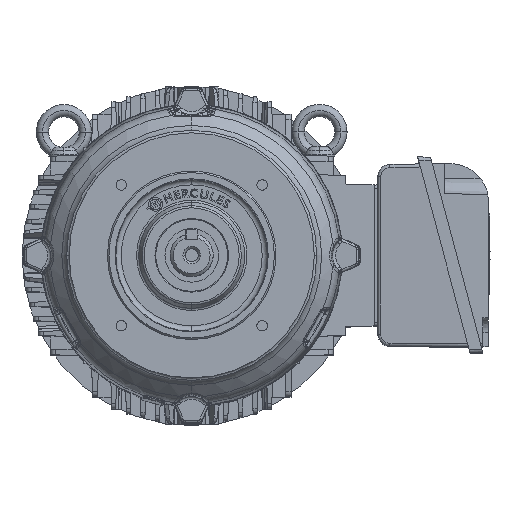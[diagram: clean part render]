
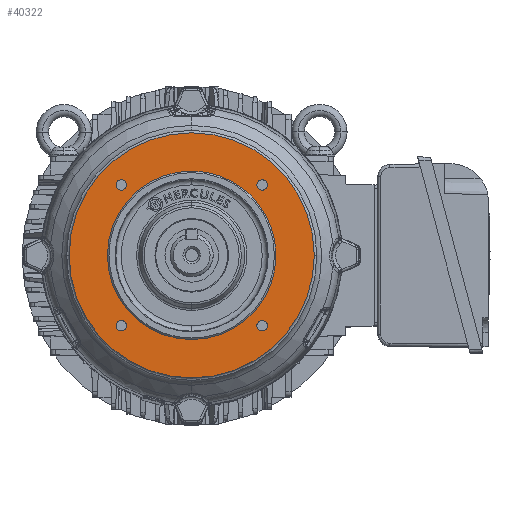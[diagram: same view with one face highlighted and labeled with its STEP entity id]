
A CAD part, top view. The second image highlights one B-rep face of the part: STEP entity #40322.
In plain terms, the highlighted planar face has unit normal (0, 0, 1).
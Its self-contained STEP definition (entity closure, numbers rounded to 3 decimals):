
#244 = CARTESIAN_POINT ( 'NONE',  ( -45.962, 45.962, 76. ) ) ;
#579 = EDGE_CURVE ( 'NONE', #49062, #1517, #4179, .T. ) ;
#765 = EDGE_CURVE ( 'NONE', #10797, #36561, #18340, .T. ) ;
#900 = DIRECTION ( 'NONE',  ( 0., 0., 1. ) ) ;
#910 = DIRECTION ( 'NONE',  ( 0., 0., 1. ) ) ;
#1517 = VERTEX_POINT ( 'NONE', #46466 ) ;
#2032 = CIRCLE ( 'NONE', #65200, 80. ) ;
#2091 = AXIS2_PLACEMENT_3D ( 'NONE', #4046, #66433, #45977 ) ;
#3351 = CARTESIAN_POINT ( 'NONE',  ( 0., 0., 76. ) ) ;
#4046 = CARTESIAN_POINT ( 'NONE',  ( -45.962, -45.962, 76. ) ) ;
#4179 = CIRCLE ( 'NONE', #64021, 3.4 ) ;
#5006 = EDGE_LOOP ( 'NONE', ( #17104, #36205 ) ) ;
#5358 = CIRCLE ( 'NONE', #60888, 3.4 ) ;
#5453 = EDGE_LOOP ( 'NONE', ( #62581, #26845 ) ) ;
#5836 = EDGE_CURVE ( 'NONE', #9231, #37102, #42642, .T. ) ;
#6005 = DIRECTION ( 'NONE',  ( 1., 0., 0. ) ) ;
#6488 = CIRCLE ( 'NONE', #40272, 3.4 ) ;
#6728 = AXIS2_PLACEMENT_3D ( 'NONE', #26691, #6896, #64496 ) ;
#6896 = DIRECTION ( 'NONE',  ( 0., 0., -1. ) ) ;
#7192 = CARTESIAN_POINT ( 'NONE',  ( -80., 0., 76. ) ) ;
#7977 = CARTESIAN_POINT ( 'NONE',  ( -42.562, -45.962, 76. ) ) ;
#9231 = VERTEX_POINT ( 'NONE', #66561 ) ;
#9456 = EDGE_CURVE ( 'NONE', #15383, #32233, #65745, .T. ) ;
#10628 = CARTESIAN_POINT ( 'NONE',  ( -49.362, -45.962, 76. ) ) ;
#10692 = AXIS2_PLACEMENT_3D ( 'NONE', #33294, #36798, #22718 ) ;
#10797 = VERTEX_POINT ( 'NONE', #51401 ) ;
#11435 = VERTEX_POINT ( 'NONE', #7977 ) ;
#11480 = CARTESIAN_POINT ( 'NONE',  ( -45.962, -45.962, 76. ) ) ;
#11677 = FACE_BOUND ( 'NONE', #5006, .T. ) ;
#12016 = FACE_BOUND ( 'NONE', #5453, .T. ) ;
#12070 = ORIENTED_EDGE ( 'NONE', *, *, #55435, .F. ) ;
#13137 = CARTESIAN_POINT ( 'NONE',  ( 0., 0., 76. ) ) ;
#14325 = AXIS2_PLACEMENT_3D ( 'NONE', #3351, #24165, #26516 ) ;
#14344 = EDGE_LOOP ( 'NONE', ( #65836, #18255 ) ) ;
#15092 = DIRECTION ( 'NONE',  ( 0., 0., 1. ) ) ;
#15329 = AXIS2_PLACEMENT_3D ( 'NONE', #13137, #29164, #44176 ) ;
#15383 = VERTEX_POINT ( 'NONE', #20485 ) ;
#15527 = CARTESIAN_POINT ( 'NONE',  ( 0., 0., 76. ) ) ;
#16933 = DIRECTION ( 'NONE',  ( 1., 0., 0. ) ) ;
#17104 = ORIENTED_EDGE ( 'NONE', *, *, #56715, .F. ) ;
#17318 = EDGE_CURVE ( 'NONE', #37102, #9231, #2032, .T. ) ;
#17804 = PLANE ( 'NONE',  #6728 ) ;
#18069 = EDGE_CURVE ( 'NONE', #11435, #36710, #65243, .T. ) ;
#18255 = ORIENTED_EDGE ( 'NONE', *, *, #17318, .T. ) ;
#18340 = CIRCLE ( 'NONE', #10692, 3.4 ) ;
#18769 = DIRECTION ( 'NONE',  ( 1., 0., 0. ) ) ;
#18775 = DIRECTION ( 'NONE',  ( 0., 0., 1. ) ) ;
#18985 = EDGE_LOOP ( 'NONE', ( #35057, #50377 ) ) ;
#20485 = CARTESIAN_POINT ( 'NONE',  ( -55., 0., 76. ) ) ;
#21032 = DIRECTION ( 'NONE',  ( 0., 0., 1. ) ) ;
#21114 = AXIS2_PLACEMENT_3D ( 'NONE', #59685, #18775, #60015 ) ;
#21777 = VERTEX_POINT ( 'NONE', #45930 ) ;
#22718 = DIRECTION ( 'NONE',  ( 1., 0., 0. ) ) ;
#23025 = CIRCLE ( 'NONE', #60050, 3.4 ) ;
#24165 = DIRECTION ( 'NONE',  ( 0., 0., 1. ) ) ;
#24994 = AXIS2_PLACEMENT_3D ( 'NONE', #244, #21032, #38076 ) ;
#25773 = DIRECTION ( 'NONE',  ( 0., 0., 1. ) ) ;
#25805 = EDGE_LOOP ( 'NONE', ( #44680, #27273 ) ) ;
#26516 = DIRECTION ( 'NONE',  ( 1., 0., 0. ) ) ;
#26691 = CARTESIAN_POINT ( 'NONE',  ( 0., 0., 76. ) ) ;
#26845 = ORIENTED_EDGE ( 'NONE', *, *, #52527, .F. ) ;
#27273 = ORIENTED_EDGE ( 'NONE', *, *, #579, .F. ) ;
#27364 = FACE_BOUND ( 'NONE', #60380, .T. ) ;
#29007 = DIRECTION ( 'NONE',  ( 0., 0., 1. ) ) ;
#29164 = DIRECTION ( 'NONE',  ( 0., 0., 1. ) ) ;
#31498 = ORIENTED_EDGE ( 'NONE', *, *, #18069, .F. ) ;
#31518 = CIRCLE ( 'NONE', #67413, 3.4 ) ;
#32233 = VERTEX_POINT ( 'NONE', #38256 ) ;
#32820 = FACE_BOUND ( 'NONE', #18985, .T. ) ;
#33294 = CARTESIAN_POINT ( 'NONE',  ( 45.962, -45.962, 76. ) ) ;
#35057 = ORIENTED_EDGE ( 'NONE', *, *, #37065, .F. ) ;
#35900 = DIRECTION ( 'NONE',  ( 1., 0., 0. ) ) ;
#36205 = ORIENTED_EDGE ( 'NONE', *, *, #9456, .F. ) ;
#36561 = VERTEX_POINT ( 'NONE', #65202 ) ;
#36710 = VERTEX_POINT ( 'NONE', #10628 ) ;
#36798 = DIRECTION ( 'NONE',  ( 0., 0., 1. ) ) ;
#37000 = DIRECTION ( 'NONE',  ( 1., 0., 0. ) ) ;
#37065 = EDGE_CURVE ( 'NONE', #36561, #10797, #31518, .T. ) ;
#37102 = VERTEX_POINT ( 'NONE', #7192 ) ;
#37657 = CARTESIAN_POINT ( 'NONE',  ( -49.362, 45.962, 76. ) ) ;
#38076 = DIRECTION ( 'NONE',  ( 1., 0., 0. ) ) ;
#38256 = CARTESIAN_POINT ( 'NONE',  ( 55., 0., 76. ) ) ;
#38567 = CARTESIAN_POINT ( 'NONE',  ( -45.962, 45.962, 76. ) ) ;
#39287 = CIRCLE ( 'NONE', #15329, 55. ) ;
#40272 = AXIS2_PLACEMENT_3D ( 'NONE', #42154, #900, #6005 ) ;
#40322 = ADVANCED_FACE ( 'NONE', ( #11677, #32820, #27364, #48165, #12016, #53605 ), #17804, .F. ) ;
#42154 = CARTESIAN_POINT ( 'NONE',  ( 45.962, 45.962, 76. ) ) ;
#42642 = CIRCLE ( 'NONE', #14325, 80. ) ;
#44176 = DIRECTION ( 'NONE',  ( 1., 0., 0. ) ) ;
#44350 = DIRECTION ( 'NONE',  ( 0., 0., 1. ) ) ;
#44555 = CIRCLE ( 'NONE', #24994, 3.4 ) ;
#44680 = ORIENTED_EDGE ( 'NONE', *, *, #52922, .F. ) ;
#45930 = CARTESIAN_POINT ( 'NONE',  ( 49.362, 45.962, 76. ) ) ;
#45977 = DIRECTION ( 'NONE',  ( 1., 0., 0. ) ) ;
#46466 = CARTESIAN_POINT ( 'NONE',  ( -42.562, 45.962, 76. ) ) ;
#48165 = FACE_BOUND ( 'NONE', #25805, .T. ) ;
#49062 = VERTEX_POINT ( 'NONE', #37657 ) ;
#49797 = VERTEX_POINT ( 'NONE', #61746 ) ;
#50127 = CARTESIAN_POINT ( 'NONE',  ( 45.962, -45.962, 76. ) ) ;
#50377 = ORIENTED_EDGE ( 'NONE', *, *, #765, .F. ) ;
#51401 = CARTESIAN_POINT ( 'NONE',  ( 42.562, -45.962, 76. ) ) ;
#52527 = EDGE_CURVE ( 'NONE', #49797, #21777, #5358, .T. ) ;
#52922 = EDGE_CURVE ( 'NONE', #1517, #49062, #44555, .T. ) ;
#53605 = FACE_OUTER_BOUND ( 'NONE', #14344, .T. ) ;
#55435 = EDGE_CURVE ( 'NONE', #36710, #11435, #23025, .T. ) ;
#56715 = EDGE_CURVE ( 'NONE', #32233, #15383, #39287, .T. ) ;
#59685 = CARTESIAN_POINT ( 'NONE',  ( 0., 0., 76. ) ) ;
#60015 = DIRECTION ( 'NONE',  ( 1., 0., 0. ) ) ;
#60050 = AXIS2_PLACEMENT_3D ( 'NONE', #11480, #910, #16933 ) ;
#60380 = EDGE_LOOP ( 'NONE', ( #31498, #12070 ) ) ;
#60888 = AXIS2_PLACEMENT_3D ( 'NONE', #62785, #15092, #35900 ) ;
#61746 = CARTESIAN_POINT ( 'NONE',  ( 42.562, 45.962, 76. ) ) ;
#62581 = ORIENTED_EDGE ( 'NONE', *, *, #67256, .F. ) ;
#62785 = CARTESIAN_POINT ( 'NONE',  ( 45.962, 45.962, 76. ) ) ;
#64021 = AXIS2_PLACEMENT_3D ( 'NONE', #38567, #29007, #18769 ) ;
#64496 = DIRECTION ( 'NONE',  ( -1., 0., 0. ) ) ;
#65125 = DIRECTION ( 'NONE',  ( 1., 0., 0. ) ) ;
#65200 = AXIS2_PLACEMENT_3D ( 'NONE', #15527, #25773, #37000 ) ;
#65202 = CARTESIAN_POINT ( 'NONE',  ( 49.362, -45.962, 76. ) ) ;
#65243 = CIRCLE ( 'NONE', #2091, 3.4 ) ;
#65745 = CIRCLE ( 'NONE', #21114, 55. ) ;
#65836 = ORIENTED_EDGE ( 'NONE', *, *, #5836, .T. ) ;
#66433 = DIRECTION ( 'NONE',  ( 0., 0., 1. ) ) ;
#66561 = CARTESIAN_POINT ( 'NONE',  ( 80., 0., 76. ) ) ;
#67256 = EDGE_CURVE ( 'NONE', #21777, #49797, #6488, .T. ) ;
#67413 = AXIS2_PLACEMENT_3D ( 'NONE', #50127, #44350, #65125 ) ;
